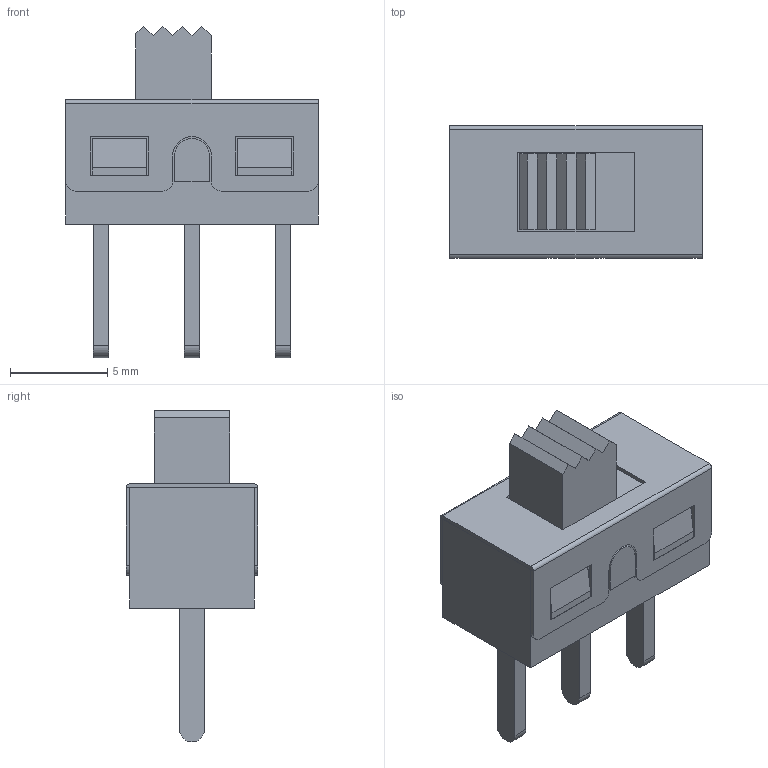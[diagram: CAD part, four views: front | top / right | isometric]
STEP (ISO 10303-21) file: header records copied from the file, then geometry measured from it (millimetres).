
FILE_DESCRIPTION (( 'STEP AP214' ), '1' );
FILE_NAME ('COMPOUND_2.STEP', '2023-02-26T14:48:55', ( '' ), ( '' ), 'SwSTEP 2.0', 'SolidWorks 2020', '' );
FILE_SCHEMA (( 'AUTOMOTIVE_DESIGN' ));
Length unit declared in the file: millimetre
Products named in the file (1): COMPOUND_2
Bounding box: 13 x 6.8 x 17.1 mm (x, y, z)
Volume: 627.1 mm3; surface area: 980.9 mm2
Topology: 14 solids, 14 shells, 130 faces, 306 edges, 204 vertices
Faces by surface type: plane 110, cylinder 20
Entity records: 5291 total; most frequent: CARTESIAN_POINT 641, ORIENTED_EDGE 612, DIRECTION 608, EDGE_CURVE 306, LINE 266, VECTOR 266, VERTEX_POINT 204, AXIS2_PLACEMENT_3D 171
